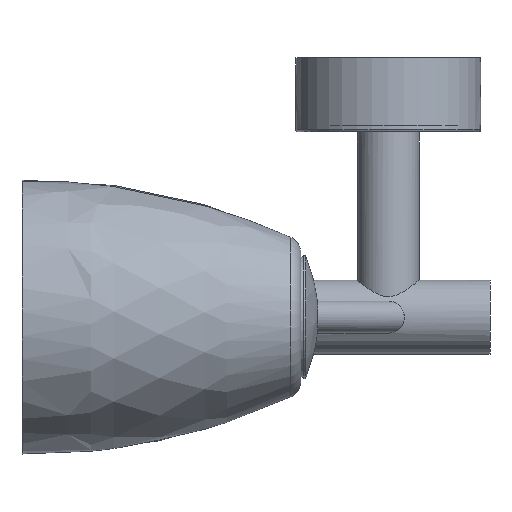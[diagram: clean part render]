
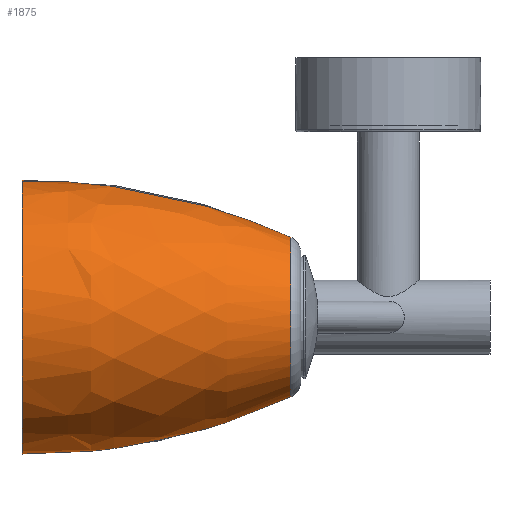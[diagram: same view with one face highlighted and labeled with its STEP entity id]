
A CAD part, left-side view. The second image highlights one B-rep face of the part: STEP entity #1875.
In plain terms, the highlighted free-form (B-spline) face has degree [2, 2] with [3, 9] control points.
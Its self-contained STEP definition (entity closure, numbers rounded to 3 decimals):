
#67=(
BOUNDED_SURFACE()
B_SPLINE_SURFACE(2,2,((#3573,#3574,#3575,#3576,#3577,#3578,#3579,#3580,
#3581),(#3582,#3583,#3584,#3585,#3586,#3587,#3588,#3589,#3590),(#3591,#3592,
#3593,#3594,#3595,#3596,#3597,#3598,#3599)),.UNSPECIFIED.,.F.,.T.,.F.)
B_SPLINE_SURFACE_WITH_KNOTS((3,3),(3,2,2,2,3),(-0.017,0.436),
(-3.142,-1.571,0.,1.571,3.142),
 .UNSPECIFIED.)
GEOMETRIC_REPRESENTATION_ITEM()
RATIONAL_B_SPLINE_SURFACE(((1.,0.707,1.,0.707,1.,
0.707,1.,0.707,1.),(0.974,0.689,
0.974,0.689,0.974,0.689,0.974,
0.689,0.974),(1.,0.707,1.,0.707,
1.,0.707,1.,0.707,1.)))
REPRESENTATION_ITEM('')
SURFACE()
);
#305=FACE_OUTER_BOUND('',#452,.T.);
#452=EDGE_LOOP('',(#1601,#1602,#1603,#1604,#1605,#1606));
#776=CIRCLE('',#2269,32.344);
#777=CIRCLE('',#2270,32.344);
#778=CIRCLE('',#2271,247.638);
#779=CIRCLE('',#2272,55.5);
#780=CIRCLE('',#2273,55.5);
#948=VERTEX_POINT('',#3600);
#949=VERTEX_POINT('',#3601);
#950=VERTEX_POINT('',#3604);
#951=VERTEX_POINT('',#3606);
#1175=EDGE_CURVE('',#948,#949,#776,.T.);
#1176=EDGE_CURVE('',#949,#948,#777,.T.);
#1177=EDGE_CURVE('',#949,#950,#778,.T.);
#1178=EDGE_CURVE('',#950,#951,#779,.T.);
#1179=EDGE_CURVE('',#951,#950,#780,.T.);
#1601=ORIENTED_EDGE('',*,*,#1175,.F.);
#1602=ORIENTED_EDGE('',*,*,#1176,.F.);
#1603=ORIENTED_EDGE('',*,*,#1177,.T.);
#1604=ORIENTED_EDGE('',*,*,#1178,.T.);
#1605=ORIENTED_EDGE('',*,*,#1179,.T.);
#1606=ORIENTED_EDGE('',*,*,#1177,.F.);
#1875=ADVANCED_FACE('',(#305),#67,.F.);
#2269=AXIS2_PLACEMENT_3D('',#3602,#2787,#2788);
#2270=AXIS2_PLACEMENT_3D('',#3603,#2789,#2790);
#2271=AXIS2_PLACEMENT_3D('',#3605,#2791,#2792);
#2272=AXIS2_PLACEMENT_3D('',#3607,#2793,#2794);
#2273=AXIS2_PLACEMENT_3D('',#3608,#2795,#2796);
#2787=DIRECTION('center_axis',(0.,-1.,0.));
#2788=DIRECTION('ref_axis',(1.,0.,0.));
#2789=DIRECTION('center_axis',(0.,-1.,0.));
#2790=DIRECTION('ref_axis',(1.,0.,0.));
#2791=DIRECTION('center_axis',(-1.,0.,0.));
#2792=DIRECTION('ref_axis',(0.,0.,1.));
#2793=DIRECTION('center_axis',(0.,-1.,0.));
#2794=DIRECTION('ref_axis',(1.,0.,0.));
#2795=DIRECTION('center_axis',(0.,-1.,0.));
#2796=DIRECTION('ref_axis',(1.,0.,0.));
#3573=CARTESIAN_POINT('Ctrl Pts',(-0.06,20.108,55.5));
#3574=CARTESIAN_POINT('Ctrl Pts',(-55.56,20.108,55.5));
#3575=CARTESIAN_POINT('Ctrl Pts',(-55.56,20.108,0.));
#3576=CARTESIAN_POINT('Ctrl Pts',(-55.56,20.108,-55.5));
#3577=CARTESIAN_POINT('Ctrl Pts',(-0.06,20.108,-55.5));
#3578=CARTESIAN_POINT('Ctrl Pts',(55.44,20.108,-55.5));
#3579=CARTESIAN_POINT('Ctrl Pts',(55.44,20.108,0.));
#3580=CARTESIAN_POINT('Ctrl Pts',(55.44,20.108,55.5));
#3581=CARTESIAN_POINT('Ctrl Pts',(-0.06,20.108,55.5));
#3582=CARTESIAN_POINT('Ctrl Pts',(-0.06,-37.043,
56.497));
#3583=CARTESIAN_POINT('Ctrl Pts',(-56.557,-37.043,56.497));
#3584=CARTESIAN_POINT('Ctrl Pts',(-56.557,-37.043,0.));
#3585=CARTESIAN_POINT('Ctrl Pts',(-56.557,-37.043,-56.497));
#3586=CARTESIAN_POINT('Ctrl Pts',(-0.06,-37.043,
-56.497));
#3587=CARTESIAN_POINT('Ctrl Pts',(56.437,-37.043,-56.497));
#3588=CARTESIAN_POINT('Ctrl Pts',(56.437,-37.043,0.));
#3589=CARTESIAN_POINT('Ctrl Pts',(56.437,-37.043,56.497));
#3590=CARTESIAN_POINT('Ctrl Pts',(-0.06,-37.043,
56.497));
#3591=CARTESIAN_POINT('Ctrl Pts',(-0.06,-88.85,
32.344));
#3592=CARTESIAN_POINT('Ctrl Pts',(-32.404,-88.85,32.344));
#3593=CARTESIAN_POINT('Ctrl Pts',(-32.404,-88.85,0.));
#3594=CARTESIAN_POINT('Ctrl Pts',(-32.404,-88.85,-32.344));
#3595=CARTESIAN_POINT('Ctrl Pts',(-0.06,-88.85,
-32.344));
#3596=CARTESIAN_POINT('Ctrl Pts',(32.284,-88.85,-32.344));
#3597=CARTESIAN_POINT('Ctrl Pts',(32.284,-88.85,0.));
#3598=CARTESIAN_POINT('Ctrl Pts',(32.284,-88.85,32.344));
#3599=CARTESIAN_POINT('Ctrl Pts',(-0.06,-88.85,
32.344));
#3600=CARTESIAN_POINT('',(32.284,-88.85,0.));
#3601=CARTESIAN_POINT('',(-0.06,-88.85,32.344));
#3602=CARTESIAN_POINT('Origin',(-0.06,-88.85,0.));
#3603=CARTESIAN_POINT('Origin',(-0.06,-88.85,0.));
#3604=CARTESIAN_POINT('',(-0.06,20.108,55.5));
#3605=CARTESIAN_POINT('Origin',(-0.06,15.789,-192.1));
#3606=CARTESIAN_POINT('',(55.44,20.108,0.));
#3607=CARTESIAN_POINT('Origin',(-0.06,20.108,0.));
#3608=CARTESIAN_POINT('Origin',(-0.06,20.108,0.));
